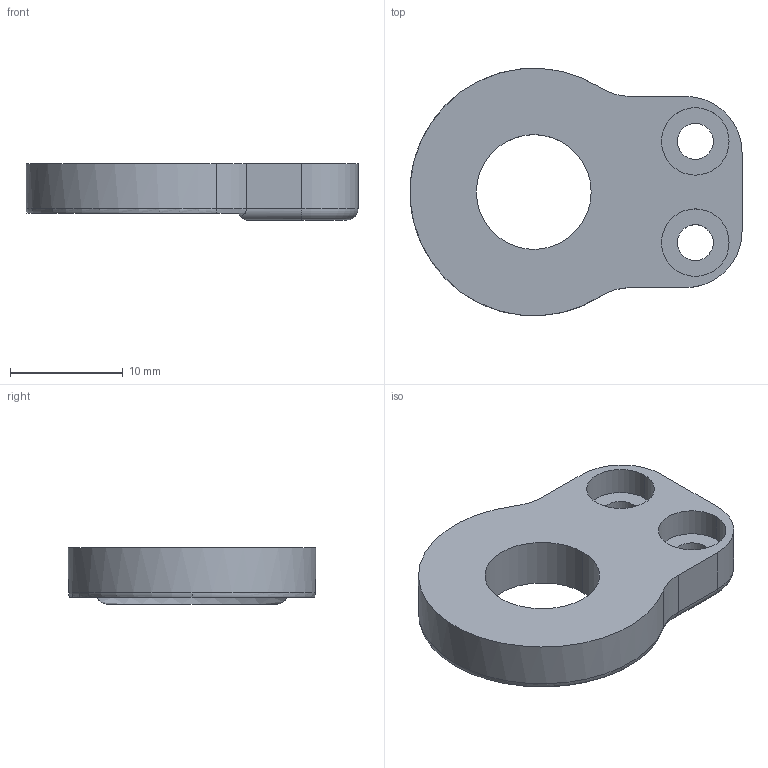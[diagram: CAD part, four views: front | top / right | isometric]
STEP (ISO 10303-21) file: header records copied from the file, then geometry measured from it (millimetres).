
FILE_DESCRIPTION (( 'STEP AP214' ), '1' );
FILE_NAME ('EXPLORA_VTOL_ELEVON_LOCK_L.STEP', '2022-10-24T08:55:46', ( '' ), ( '' ), 'SwSTEP 2.0', 'SolidWorks 2021', '' );
FILE_SCHEMA (( 'AUTOMOTIVE_DESIGN' ));
Length unit declared in the file: millimetre
Products named in the file (1): EXPLORA_VTOL_ELEVON_LOCK_L
Bounding box: 29.5 x 21.97 x 5 mm (x, y, z)
Volume: 1807.8 mm3; surface area: 1513.8 mm2
Topology: 1 solids, 1 shells, 33 faces, 79 edges, 50 vertices
Faces by surface type: cylinder 19, plane 8, torus 4, bspline 2
Entity records: 1093 total; most frequent: CARTESIAN_POINT 267, DIRECTION 175, ORIENTED_EDGE 158, EDGE_CURVE 79, AXIS2_PLACEMENT_3D 74, VERTEX_POINT 50, CIRCLE 42, EDGE_LOOP 41
